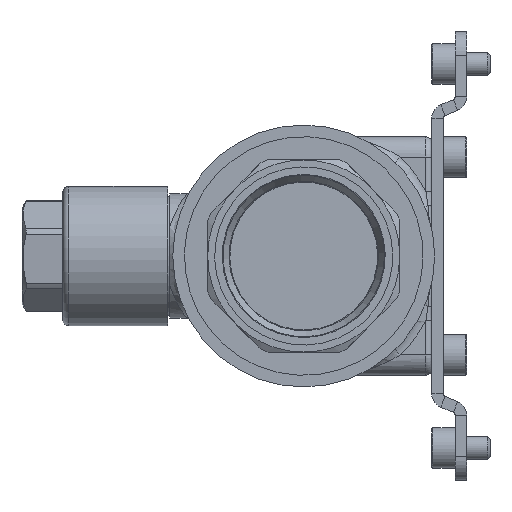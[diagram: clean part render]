
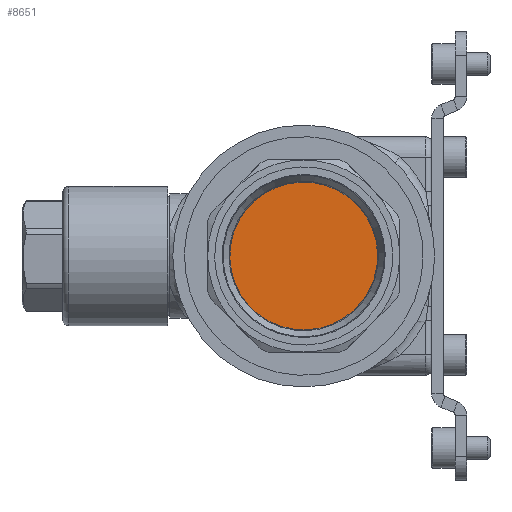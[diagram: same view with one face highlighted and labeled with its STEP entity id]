
A CAD part, left-side view. The second image highlights one B-rep face of the part: STEP entity #8651.
In plain terms, the highlighted planar face has unit normal (-1, 0, 0).
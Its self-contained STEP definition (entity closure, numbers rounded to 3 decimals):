
#1974=FACE_OUTER_BOUND('',#2503,.T.);
#2503=EDGE_LOOP('',(#6093,#6094));
#3070=CIRCLE('',#9298,12.7);
#3071=CIRCLE('',#9299,12.7);
#3543=VERTEX_POINT('',#12634);
#3544=VERTEX_POINT('',#12635);
#4527=EDGE_CURVE('',#3543,#3544,#3070,.T.);
#4528=EDGE_CURVE('',#3544,#3543,#3071,.T.);
#6093=ORIENTED_EDGE('',*,*,#4527,.T.);
#6094=ORIENTED_EDGE('',*,*,#4528,.T.);
#8407=PLANE('',#9297);
#8651=ADVANCED_FACE('',(#1974),#8407,.T.);
#9297=AXIS2_PLACEMENT_3D('',#12633,#10393,#10394);
#9298=AXIS2_PLACEMENT_3D('',#12636,#10395,#10396);
#9299=AXIS2_PLACEMENT_3D('',#12637,#10397,#10398);
#10393=DIRECTION('center_axis',(-1.,0.,0.));
#10394=DIRECTION('ref_axis',(0.,0.924,0.382));
#10395=DIRECTION('center_axis',(-1.,0.,0.));
#10396=DIRECTION('ref_axis',(0.,0.951,0.31));
#10397=DIRECTION('center_axis',(-1.,0.,0.));
#10398=DIRECTION('ref_axis',(0.,0.951,0.31));
#12633=CARTESIAN_POINT('Origin',(-24.8,0.,0.));
#12634=CARTESIAN_POINT('',(-24.8,12.073,3.942));
#12635=CARTESIAN_POINT('',(-24.8,-12.073,-3.942));
#12636=CARTESIAN_POINT('Origin',(-24.8,0.,0.));
#12637=CARTESIAN_POINT('Origin',(-24.8,0.,0.));
